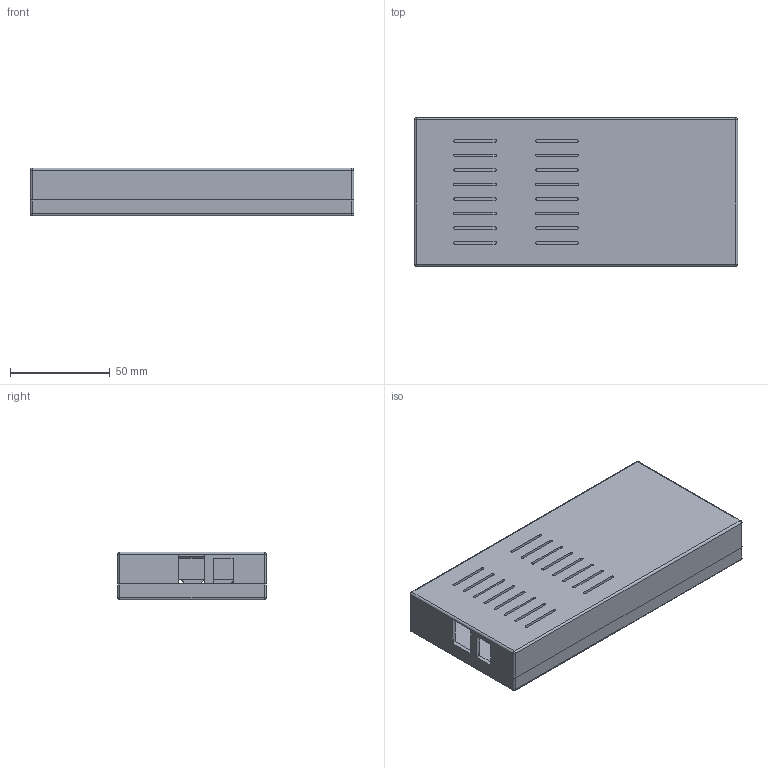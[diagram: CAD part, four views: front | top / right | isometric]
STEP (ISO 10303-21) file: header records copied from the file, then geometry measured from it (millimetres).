
FILE_DESCRIPTION(/* description */ (''),/* implementation_level */ '2;1');
FILE_NAME(/* name */ 'brf2+b200 v15.step',/* time_stamp */ '2020-12-03T15:17:38-05:00',/* author */ (''),/* organization */ (''),/* preprocessor_version */ 'ST-DEVELOPER v18.1',/* originating_system */ 'Autodesk Translation Framework v9.3.0.1241',/* authorisation */ '');
FILE_SCHEMA (('AUTOMOTIVE_DESIGN { 1 0 10303 214 3 1 1 }'));
Length unit declared in the file: millimetre
Products named in the file (1): brf2+b200
Bounding box: 161.75 x 74.3 x 24 mm (x, y, z)
Volume: 66286.8 mm3; surface area: 70588 mm2
Topology: 2 solids, 2 shells, 219 faces, 569 edges, 366 vertices
Faces by surface type: plane 127, cylinder 72, cone 8, sphere 8, torus 4
Full cylindrical faces by diameter (mm): 1.9 x4, 3.124 x1, 3.15 x3, 5.08 x8
Entity records: 6795 total; most frequent: DIRECTION 1189, CARTESIAN_POINT 1155, ORIENTED_EDGE 1138, EDGE_CURVE 569, AXIS2_PLACEMENT_3D 400, LINE 389, VECTOR 389, VERTEX_POINT 366
